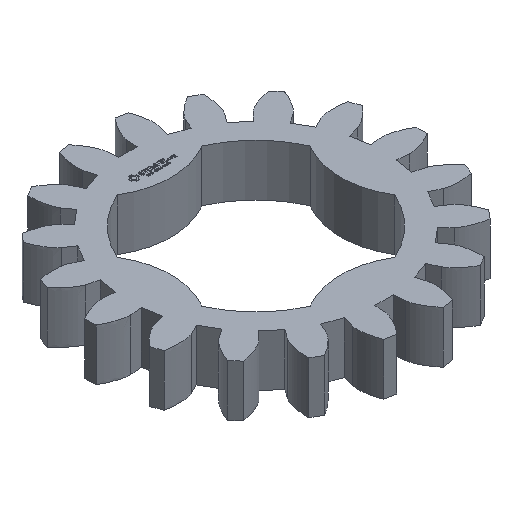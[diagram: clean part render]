
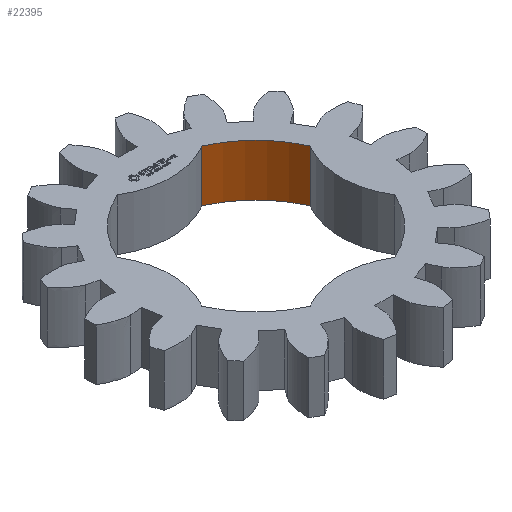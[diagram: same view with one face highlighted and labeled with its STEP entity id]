
A CAD part, isometric view. The second image highlights one B-rep face of the part: STEP entity #22395.
In plain terms, the highlighted cylindrical face has radius 6.35 mm (diameter 12.7 mm), a partial arc.
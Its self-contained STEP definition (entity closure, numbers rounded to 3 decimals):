
#93 = PLANE('',#94);
#94 = AXIS2_PLACEMENT_3D('',#95,#96,#97);
#95 = CARTESIAN_POINT('',(0.,0.,3.125)
  );
#96 = DIRECTION('',(0.,0.,1.));
#97 = DIRECTION('',(1.,0.,0.));
#168 = PLANE('',#169);
#169 = AXIS2_PLACEMENT_3D('',#170,#171,#172);
#170 = CARTESIAN_POINT('',(0.,0.,0.));
#171 = DIRECTION('',(0.,0.,1.));
#172 = DIRECTION('',(1.,0.,0.));
#5390 = VERTEX_POINT('',#5391);
#5391 = CARTESIAN_POINT('',(2.55,5.816,0.));
#5406 = CYLINDRICAL_SURFACE('',#5407,4.9);
#5407 = AXIS2_PLACEMENT_3D('',#5408,#5409,#5410);
#5408 = CARTESIAN_POINT('',(0.,10.,0.));
#5409 = DIRECTION('',(0.,-0.,-1.));
#5410 = DIRECTION('',(0.707,0.707,0.));
#5418 = EDGE_CURVE('',#5419,#5390,#5421,.T.);
#5419 = VERTEX_POINT('',#5420);
#5420 = CARTESIAN_POINT('',(5.816,2.55,0.));
#5421 = SURFACE_CURVE('',#5422,(#5427,#5434),.PCURVE_S1.);
#5422 = CIRCLE('',#5423,6.35);
#5423 = AXIS2_PLACEMENT_3D('',#5424,#5425,#5426);
#5424 = CARTESIAN_POINT('',(0.,0.,0.));
#5425 = DIRECTION('',(0.,-0.,1.));
#5426 = DIRECTION('',(0.707,0.707,0.));
#5427 = PCURVE('',#168,#5428);
#5428 = DEFINITIONAL_REPRESENTATION('',(#5429),#5433);
#5429 = CIRCLE('',#5430,6.35);
#5430 = AXIS2_PLACEMENT_2D('',#5431,#5432);
#5431 = CARTESIAN_POINT('',(0.,0.));
#5432 = DIRECTION('',(0.707,0.707));
#5433 = ( GEOMETRIC_REPRESENTATION_CONTEXT(2) 
PARAMETRIC_REPRESENTATION_CONTEXT() REPRESENTATION_CONTEXT('2D SPACE',''
  ) );
#5434 = PCURVE('',#5435,#5440);
#5435 = CYLINDRICAL_SURFACE('',#5436,6.35);
#5436 = AXIS2_PLACEMENT_3D('',#5437,#5438,#5439);
#5437 = CARTESIAN_POINT('',(0.,0.,0.));
#5438 = DIRECTION('',(0.,-0.,-1.));
#5439 = DIRECTION('',(0.707,0.707,0.));
#5440 = DEFINITIONAL_REPRESENTATION('',(#5441),#5445);
#5441 = LINE('',#5442,#5443);
#5442 = CARTESIAN_POINT('',(-0.,0.));
#5443 = VECTOR('',#5444,1.);
#5444 = DIRECTION('',(-1.,0.));
#5445 = ( GEOMETRIC_REPRESENTATION_CONTEXT(2) 
PARAMETRIC_REPRESENTATION_CONTEXT() REPRESENTATION_CONTEXT('2D SPACE',''
  ) );
#5464 = CYLINDRICAL_SURFACE('',#5465,4.9);
#5465 = AXIS2_PLACEMENT_3D('',#5466,#5467,#5468);
#5466 = CARTESIAN_POINT('',(10.,0.,0.));
#5467 = DIRECTION('',(0.,-0.,-1.));
#5468 = DIRECTION('',(0.707,0.707,0.));
#9194 = VERTEX_POINT('',#9195);
#9195 = CARTESIAN_POINT('',(2.55,5.816,3.125));
#9217 = EDGE_CURVE('',#9218,#9194,#9220,.T.);
#9218 = VERTEX_POINT('',#9219);
#9219 = CARTESIAN_POINT('',(5.816,2.55,3.125));
#9220 = SURFACE_CURVE('',#9221,(#9226,#9233),.PCURVE_S1.);
#9221 = CIRCLE('',#9222,6.35);
#9222 = AXIS2_PLACEMENT_3D('',#9223,#9224,#9225);
#9223 = CARTESIAN_POINT('',(0.,0.,3.125)
  );
#9224 = DIRECTION('',(0.,-0.,1.));
#9225 = DIRECTION('',(0.707,0.707,0.));
#9226 = PCURVE('',#93,#9227);
#9227 = DEFINITIONAL_REPRESENTATION('',(#9228),#9232);
#9228 = CIRCLE('',#9229,6.35);
#9229 = AXIS2_PLACEMENT_2D('',#9230,#9231);
#9230 = CARTESIAN_POINT('',(0.,0.));
#9231 = DIRECTION('',(0.707,0.707));
#9232 = ( GEOMETRIC_REPRESENTATION_CONTEXT(2) 
PARAMETRIC_REPRESENTATION_CONTEXT() REPRESENTATION_CONTEXT('2D SPACE',''
  ) );
#9233 = PCURVE('',#5435,#9234);
#9234 = DEFINITIONAL_REPRESENTATION('',(#9235),#9239);
#9235 = LINE('',#9236,#9237);
#9236 = CARTESIAN_POINT('',(-0.,-3.125));
#9237 = VECTOR('',#9238,1.);
#9238 = DIRECTION('',(-1.,0.));
#9239 = ( GEOMETRIC_REPRESENTATION_CONTEXT(2) 
PARAMETRIC_REPRESENTATION_CONTEXT() REPRESENTATION_CONTEXT('2D SPACE',''
  ) );
#22372 = EDGE_CURVE('',#5419,#9218,#22373,.T.);
#22373 = SURFACE_CURVE('',#22374,(#22378,#22385),.PCURVE_S1.);
#22374 = LINE('',#22375,#22376);
#22375 = CARTESIAN_POINT('',(5.816,2.55,0.));
#22376 = VECTOR('',#22377,1.);
#22377 = DIRECTION('',(0.,0.,1.));
#22378 = PCURVE('',#5464,#22379);
#22379 = DEFINITIONAL_REPRESENTATION('',(#22380),#22384);
#22380 = LINE('',#22381,#22382);
#22381 = CARTESIAN_POINT('',(-1.809,0.));
#22382 = VECTOR('',#22383,1.);
#22383 = DIRECTION('',(-0.,-1.));
#22384 = ( GEOMETRIC_REPRESENTATION_CONTEXT(2) 
PARAMETRIC_REPRESENTATION_CONTEXT() REPRESENTATION_CONTEXT('2D SPACE',''
  ) );
#22385 = PCURVE('',#5435,#22386);
#22386 = DEFINITIONAL_REPRESENTATION('',(#22387),#22391);
#22387 = LINE('',#22388,#22389);
#22388 = CARTESIAN_POINT('',(-5.911,0.));
#22389 = VECTOR('',#22390,1.);
#22390 = DIRECTION('',(-0.,-1.));
#22391 = ( GEOMETRIC_REPRESENTATION_CONTEXT(2) 
PARAMETRIC_REPRESENTATION_CONTEXT() REPRESENTATION_CONTEXT('2D SPACE',''
  ) );
#22395 = ADVANCED_FACE('',(#22396),#5435,.F.);
#22396 = FACE_BOUND('',#22397,.T.);
#22397 = EDGE_LOOP('',(#22398,#22399,#22400,#22421));
#22398 = ORIENTED_EDGE('',*,*,#22372,.T.);
#22399 = ORIENTED_EDGE('',*,*,#9217,.T.);
#22400 = ORIENTED_EDGE('',*,*,#22401,.F.);
#22401 = EDGE_CURVE('',#5390,#9194,#22402,.T.);
#22402 = SURFACE_CURVE('',#22403,(#22407,#22414),.PCURVE_S1.);
#22403 = LINE('',#22404,#22405);
#22404 = CARTESIAN_POINT('',(2.55,5.816,0.));
#22405 = VECTOR('',#22406,1.);
#22406 = DIRECTION('',(0.,0.,1.));
#22407 = PCURVE('',#5435,#22408);
#22408 = DEFINITIONAL_REPRESENTATION('',(#22409),#22413);
#22409 = LINE('',#22410,#22411);
#22410 = CARTESIAN_POINT('',(-6.655,0.));
#22411 = VECTOR('',#22412,1.);
#22412 = DIRECTION('',(-0.,-1.));
#22413 = ( GEOMETRIC_REPRESENTATION_CONTEXT(2) 
PARAMETRIC_REPRESENTATION_CONTEXT() REPRESENTATION_CONTEXT('2D SPACE',''
  ) );
#22414 = PCURVE('',#5406,#22415);
#22415 = DEFINITIONAL_REPRESENTATION('',(#22416),#22420);
#22416 = LINE('',#22417,#22418);
#22417 = CARTESIAN_POINT('',(-4.474,0.));
#22418 = VECTOR('',#22419,1.);
#22419 = DIRECTION('',(-0.,-1.));
#22420 = ( GEOMETRIC_REPRESENTATION_CONTEXT(2) 
PARAMETRIC_REPRESENTATION_CONTEXT() REPRESENTATION_CONTEXT('2D SPACE',''
  ) );
#22421 = ORIENTED_EDGE('',*,*,#5418,.F.);
